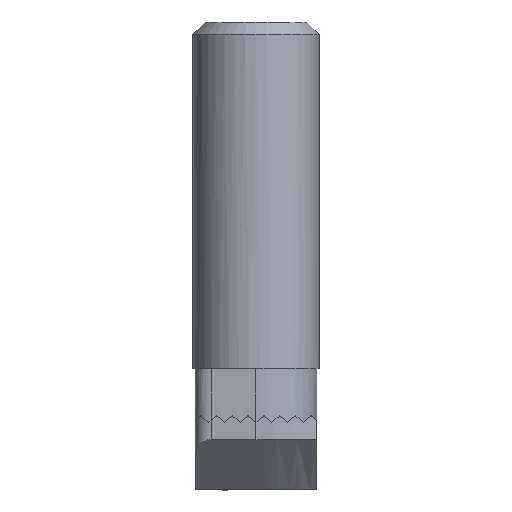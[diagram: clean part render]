
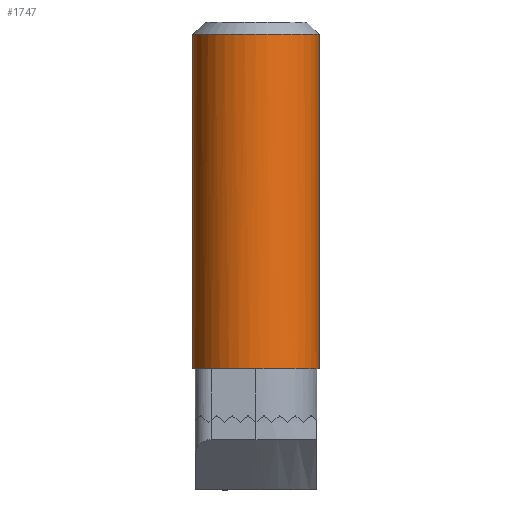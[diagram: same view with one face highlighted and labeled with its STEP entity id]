
A CAD part, front view. The second image highlights one B-rep face of the part: STEP entity #1747.
In plain terms, the highlighted cylindrical face has radius 4 mm (diameter 8 mm), a partial arc.
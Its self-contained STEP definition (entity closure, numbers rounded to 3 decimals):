
#89 = EDGE_CURVE ( 'NONE', #970, #227, #1290, .T. ) ;
#136 = ORIENTED_EDGE ( 'NONE', *, *, #89, .F. ) ;
#149 = CIRCLE ( 'NONE', #2087, 4. ) ;
#180 = CARTESIAN_POINT ( 'NONE',  ( 0., 0., 3. ) ) ;
#227 = VERTEX_POINT ( 'NONE', #1694 ) ;
#256 = CARTESIAN_POINT ( 'NONE',  ( -4., 0., 3. ) ) ;
#300 = VERTEX_POINT ( 'NONE', #2721 ) ;
#373 = DIRECTION ( 'NONE',  ( 0., 0., -1. ) ) ;
#380 = VECTOR ( 'NONE', #2384, 1000. ) ;
#469 = ORIENTED_EDGE ( 'NONE', *, *, #1915, .T. ) ;
#517 = AXIS2_PLACEMENT_3D ( 'NONE', #2417, #2629, #1194 ) ;
#721 = VECTOR ( 'NONE', #373, 1000. ) ;
#725 = CARTESIAN_POINT ( 'NONE',  ( 4., 0., 20. ) ) ;
#787 = DIRECTION ( 'NONE',  ( 0., 0., 1. ) ) ;
#797 = EDGE_LOOP ( 'NONE', ( #136, #967, #2166, #991, #469, #2618 ) ) ;
#843 = CYLINDRICAL_SURFACE ( 'NONE', #1971, 4. ) ;
#967 = ORIENTED_EDGE ( 'NONE', *, *, #1902, .T. ) ;
#970 = VERTEX_POINT ( 'NONE', #1812 ) ;
#991 = ORIENTED_EDGE ( 'NONE', *, *, #1562, .T. ) ;
#1017 = DIRECTION ( 'NONE',  ( -1., 0., 0. ) ) ;
#1029 = VERTEX_POINT ( 'NONE', #1398 ) ;
#1194 = DIRECTION ( 'NONE',  ( -1., 0., 0. ) ) ;
#1237 = DIRECTION ( 'NONE',  ( -1., 0., 0. ) ) ;
#1281 = CIRCLE ( 'NONE', #517, 4. ) ;
#1290 = LINE ( 'NONE', #725, #721 ) ;
#1346 = FACE_OUTER_BOUND ( 'NONE', #797, .T. ) ;
#1377 = CIRCLE ( 'NONE', #2664, 4. ) ;
#1398 = CARTESIAN_POINT ( 'NONE',  ( -1.085, -3.85, 3. ) ) ;
#1552 = DIRECTION ( 'NONE',  ( -1., 0., 0. ) ) ;
#1562 = EDGE_CURVE ( 'NONE', #2308, #2136, #149, .T. ) ;
#1694 = CARTESIAN_POINT ( 'NONE',  ( 4., 0., 3. ) ) ;
#1715 = EDGE_CURVE ( 'NONE', #1029, #227, #2668, .T. ) ;
#1747 = ADVANCED_FACE ( 'NONE', ( #1346 ), #843, .T. ) ;
#1812 = CARTESIAN_POINT ( 'NONE',  ( 4., 0., 24.233 ) ) ;
#1902 = EDGE_CURVE ( 'NONE', #970, #300, #1281, .T. ) ;
#1915 = EDGE_CURVE ( 'NONE', #2136, #1029, #1377, .T. ) ;
#1953 = CARTESIAN_POINT ( 'NONE',  ( -4., 0., 20. ) ) ;
#1971 = AXIS2_PLACEMENT_3D ( 'NONE', #2576, #2586, #1552 ) ;
#2042 = CARTESIAN_POINT ( 'NONE',  ( 0., 0., 3. ) ) ;
#2058 = LINE ( 'NONE', #1953, #380 ) ;
#2087 = AXIS2_PLACEMENT_3D ( 'NONE', #2704, #787, #2268 ) ;
#2136 = VERTEX_POINT ( 'NONE', #2558 ) ;
#2166 = ORIENTED_EDGE ( 'NONE', *, *, #2398, .T. ) ;
#2230 = AXIS2_PLACEMENT_3D ( 'NONE', #180, #2271, #1237 ) ;
#2268 = DIRECTION ( 'NONE',  ( -1., 0., 0. ) ) ;
#2271 = DIRECTION ( 'NONE',  ( 0., 0., 1. ) ) ;
#2308 = VERTEX_POINT ( 'NONE', #256 ) ;
#2384 = DIRECTION ( 'NONE',  ( 0., 0., -1. ) ) ;
#2398 = EDGE_CURVE ( 'NONE', #300, #2308, #2058, .T. ) ;
#2417 = CARTESIAN_POINT ( 'NONE',  ( 0., 0., 24.233 ) ) ;
#2464 = DIRECTION ( 'NONE',  ( 0., 0., 1. ) ) ;
#2558 = CARTESIAN_POINT ( 'NONE',  ( -3.85, -1.085, 3. ) ) ;
#2576 = CARTESIAN_POINT ( 'NONE',  ( 0., 0., 20. ) ) ;
#2586 = DIRECTION ( 'NONE',  ( 0., 0., -1. ) ) ;
#2618 = ORIENTED_EDGE ( 'NONE', *, *, #1715, .T. ) ;
#2629 = DIRECTION ( 'NONE',  ( 0., 0., -1. ) ) ;
#2664 = AXIS2_PLACEMENT_3D ( 'NONE', #2042, #2464, #1017 ) ;
#2668 = CIRCLE ( 'NONE', #2230, 4. ) ;
#2704 = CARTESIAN_POINT ( 'NONE',  ( 0., 0., 3. ) ) ;
#2721 = CARTESIAN_POINT ( 'NONE',  ( -4., 0., 24.233 ) ) ;
